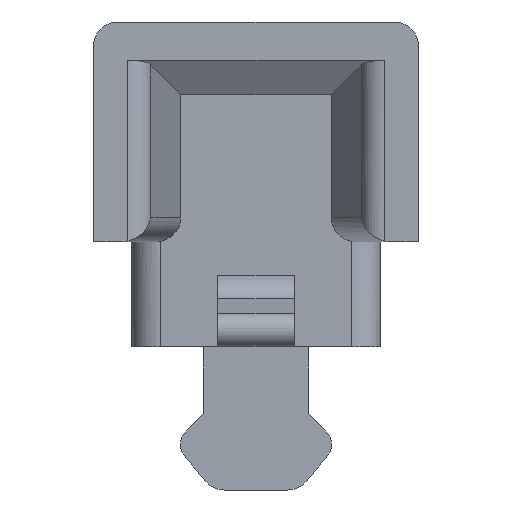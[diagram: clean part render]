
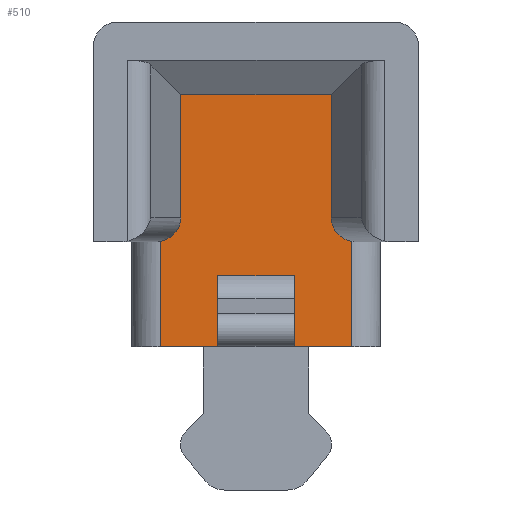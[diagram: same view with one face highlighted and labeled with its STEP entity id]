
A CAD part, front view. The second image highlights one B-rep face of the part: STEP entity #510.
In plain terms, the highlighted planar face has unit normal (0, -1, 0).
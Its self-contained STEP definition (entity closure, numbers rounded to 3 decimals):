
#463=B_SPLINE_CURVE_WITH_KNOTS('',3,(#2027,#2028,#2029,#2030),
 .UNSPECIFIED.,.F.,.F.,(4,4),(0.,1.),.UNSPECIFIED.);
#464=B_SPLINE_CURVE_WITH_KNOTS('',3,(#2038,#2039,#2040,#2041),
 .UNSPECIFIED.,.F.,.F.,(4,4),(0.,1.),.UNSPECIFIED.);
#510=ADVANCED_FACE('',(#598),#567,.F.);
#567=PLANE('',#1539);
#598=FACE_OUTER_BOUND('',#657,.T.);
#657=EDGE_LOOP('',(#811,#812,#813,#814,#815,#816,#817,#818,#819,#820,#821,
#822));
#811=ORIENTED_EDGE('',*,*,#1176,.T.);
#812=ORIENTED_EDGE('',*,*,#1212,.T.);
#813=ORIENTED_EDGE('',*,*,#1213,.F.);
#814=ORIENTED_EDGE('',*,*,#1214,.T.);
#815=ORIENTED_EDGE('',*,*,#1172,.T.);
#816=ORIENTED_EDGE('',*,*,#1211,.F.);
#817=ORIENTED_EDGE('',*,*,#1215,.T.);
#818=ORIENTED_EDGE('',*,*,#1216,.F.);
#819=ORIENTED_EDGE('',*,*,#1217,.T.);
#820=ORIENTED_EDGE('',*,*,#1218,.T.);
#821=ORIENTED_EDGE('',*,*,#1219,.T.);
#822=ORIENTED_EDGE('',*,*,#1220,.F.);
#1072=VERTEX_POINT('',#1938);
#1073=VERTEX_POINT('',#1940);
#1076=VERTEX_POINT('',#1946);
#1077=VERTEX_POINT('',#1948);
#1103=VERTEX_POINT('',#2019);
#1104=VERTEX_POINT('',#2023);
#1105=VERTEX_POINT('',#2025);
#1106=VERTEX_POINT('',#2031);
#1107=VERTEX_POINT('',#2033);
#1108=VERTEX_POINT('',#2035);
#1109=VERTEX_POINT('',#2037);
#1110=VERTEX_POINT('',#2042);
#1172=EDGE_CURVE('',#1073,#1072,#1328,.T.);
#1176=EDGE_CURVE('',#1077,#1076,#1332,.T.);
#1211=EDGE_CURVE('',#1103,#1072,#1356,.T.);
#1212=EDGE_CURVE('',#1076,#1104,#1357,.T.);
#1213=EDGE_CURVE('',#1105,#1104,#1358,.T.);
#1214=EDGE_CURVE('',#1105,#1073,#1359,.T.);
#1215=EDGE_CURVE('',#1103,#1106,#463,.T.);
#1216=EDGE_CURVE('',#1107,#1106,#1360,.T.);
#1217=EDGE_CURVE('',#1107,#1108,#1361,.T.);
#1218=EDGE_CURVE('',#1108,#1109,#1362,.T.);
#1219=EDGE_CURVE('',#1109,#1110,#464,.T.);
#1220=EDGE_CURVE('',#1077,#1110,#1363,.T.);
#1328=LINE('',#1939,#1427);
#1332=LINE('',#1947,#1431);
#1356=LINE('',#2020,#1455);
#1357=LINE('',#2022,#1456);
#1358=LINE('',#2024,#1457);
#1359=LINE('',#2026,#1458);
#1360=LINE('',#2032,#1459);
#1361=LINE('',#2034,#1460);
#1362=LINE('',#2036,#1461);
#1363=LINE('',#2043,#1462);
#1427=VECTOR('',#1631,1.);
#1431=VECTOR('',#1635,1.);
#1455=VECTOR('',#1693,1.);
#1456=VECTOR('',#1696,1.);
#1457=VECTOR('',#1697,1.);
#1458=VECTOR('',#1698,1.);
#1459=VECTOR('',#1699,1.);
#1460=VECTOR('',#1700,1.);
#1461=VECTOR('',#1701,1.);
#1462=VECTOR('',#1702,1.);
#1539=AXIS2_PLACEMENT_3D('',#2044,#1703,#1704);
#1631=DIRECTION('',(1.,0.,0.));
#1635=DIRECTION('',(1.,0.,0.));
#1693=DIRECTION('',(0.,0.,-1.));
#1696=DIRECTION('',(0.,0.,1.));
#1697=DIRECTION('',(-1.,0.,0.));
#1698=DIRECTION('',(0.,0.,-1.));
#1699=DIRECTION('',(0.,0.,-1.));
#1700=DIRECTION('',(-1.,0.,0.));
#1701=DIRECTION('',(0.,0.,-1.));
#1702=DIRECTION('',(0.,0.,1.));
#1703=DIRECTION('',(0.,1.,0.));
#1704=DIRECTION('',(0.,0.,1.));
#1938=CARTESIAN_POINT('',(1.,-3.75,0.));
#1939=CARTESIAN_POINT('',(0.4,-3.75,0.));
#1940=CARTESIAN_POINT('',(0.4,-3.75,0.));
#1946=CARTESIAN_POINT('',(-0.4,-3.75,0.));
#1947=CARTESIAN_POINT('',(-1.,-3.75,0.));
#1948=CARTESIAN_POINT('',(-1.,-3.75,0.));
#2019=CARTESIAN_POINT('',(1.,-3.75,1.104));
#2020=CARTESIAN_POINT('',(1.,-3.75,1.104));
#2022=CARTESIAN_POINT('',(-0.4,-3.75,0.));
#2023=CARTESIAN_POINT('',(-0.4,-3.75,0.742));
#2024=CARTESIAN_POINT('',(0.4,-3.75,0.742));
#2025=CARTESIAN_POINT('',(0.4,-3.75,0.742));
#2026=CARTESIAN_POINT('',(0.4,-3.75,0.742));
#2027=CARTESIAN_POINT('',(1.,-3.75,1.104));
#2028=CARTESIAN_POINT('',(0.879,-3.75,1.126));
#2029=CARTESIAN_POINT('',(0.789,-3.75,1.229));
#2030=CARTESIAN_POINT('',(0.788,-3.75,1.35));
#2031=CARTESIAN_POINT('',(0.788,-3.75,1.35));
#2032=CARTESIAN_POINT('',(0.788,-3.75,2.638));
#2033=CARTESIAN_POINT('',(0.788,-3.75,2.638));
#2034=CARTESIAN_POINT('',(0.788,-3.75,2.638));
#2035=CARTESIAN_POINT('',(-0.788,-3.75,2.638));
#2036=CARTESIAN_POINT('',(-0.788,-3.75,2.638));
#2037=CARTESIAN_POINT('',(-0.788,-3.75,1.35));
#2038=CARTESIAN_POINT('',(-0.788,-3.75,1.35));
#2039=CARTESIAN_POINT('',(-0.789,-3.75,1.228));
#2040=CARTESIAN_POINT('',(-0.881,-3.75,1.126));
#2041=CARTESIAN_POINT('',(-1.,-3.75,1.104));
#2042=CARTESIAN_POINT('',(-1.,-3.75,1.104));
#2043=CARTESIAN_POINT('',(-1.,-3.75,0.));
#2044=CARTESIAN_POINT('',(1.3,-3.75,0.));
